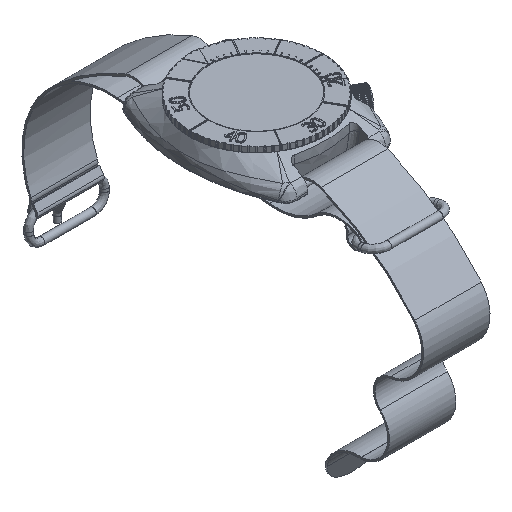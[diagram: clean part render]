
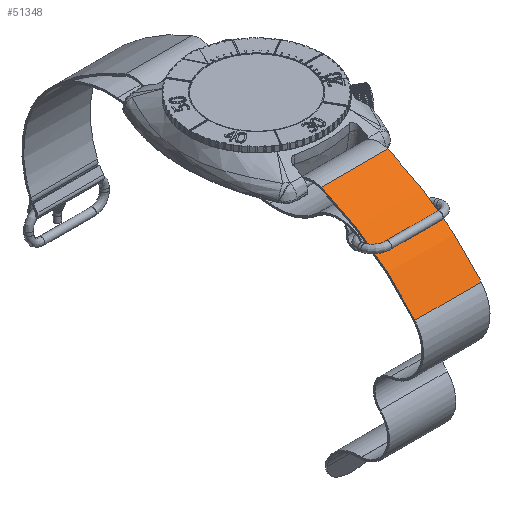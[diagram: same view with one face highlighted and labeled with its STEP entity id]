
A CAD part, isometric view. The second image highlights one B-rep face of the part: STEP entity #51348.
In plain terms, the highlighted free-form (B-spline) face has degree [2, 1] with [3, 2] control points.
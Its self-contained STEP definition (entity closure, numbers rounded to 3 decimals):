
#50428 = VERTEX_POINT('',#50429);
#50429 = CARTESIAN_POINT('',(-10.613,-61.146,
    -20.685));
#50435 = EDGE_CURVE('',#50428,#50436,#50438,.T.);
#50436 = VERTEX_POINT('',#50437);
#50437 = CARTESIAN_POINT('',(-10.613,-31.325,
    1.225));
#50438 = ( BOUNDED_CURVE() B_SPLINE_CURVE(2,(#50439,#50440,#50441),
.UNSPECIFIED.,.F.,.F.) B_SPLINE_CURVE_WITH_KNOTS((3,3),(5.783,
6.283),.PIECEWISE_BEZIER_KNOTS.) CURVE() 
GEOMETRIC_REPRESENTATION_ITEM() RATIONAL_B_SPLINE_CURVE((1.,
0.969,1.)) REPRESENTATION_ITEM('') );
#50439 = CARTESIAN_POINT('',(-10.613,-61.146,
    -20.685));
#50440 = CARTESIAN_POINT('',(-10.613,-49.035,
    -5.919));
#50441 = CARTESIAN_POINT('',(-10.613,-31.325,
    1.225));
#51329 = VERTEX_POINT('',#51330);
#51330 = CARTESIAN_POINT('',(10.613,-61.146,
    -20.685));
#51336 = EDGE_CURVE('',#50428,#51329,#51337,.T.);
#51337 = B_SPLINE_CURVE_WITH_KNOTS('',1,(#51338,#51339),.UNSPECIFIED.,
  .F.,.F.,(2,2),(-11.,11.),.PIECEWISE_BEZIER_KNOTS.);
#51338 = CARTESIAN_POINT('',(-10.613,-61.146,
    -20.685));
#51339 = CARTESIAN_POINT('',(10.613,-61.146,
    -20.685));
#51348 = ADVANCED_FACE('',(#51349),#51366,.T.);
#51349 = FACE_BOUND('',#51350,.T.);
#51350 = EDGE_LOOP('',(#51351,#51352,#51360,#51365));
#51351 = ORIENTED_EDGE('',*,*,#51336,.T.);
#51352 = ORIENTED_EDGE('',*,*,#51353,.F.);
#51353 = EDGE_CURVE('',#51354,#51329,#51356,.T.);
#51354 = VERTEX_POINT('',#51355);
#51355 = CARTESIAN_POINT('',(10.613,-31.325,
    1.225));
#51356 = ( BOUNDED_CURVE() B_SPLINE_CURVE(2,(#51357,#51358,#51359),
.UNSPECIFIED.,.F.,.F.) B_SPLINE_CURVE_WITH_KNOTS((3,3),(0.,
0.5),.PIECEWISE_BEZIER_KNOTS.) CURVE() 
GEOMETRIC_REPRESENTATION_ITEM() RATIONAL_B_SPLINE_CURVE((1.,
0.969,1.)) REPRESENTATION_ITEM('') );
#51357 = CARTESIAN_POINT('',(10.613,-31.325,
    1.225));
#51358 = CARTESIAN_POINT('',(10.613,-49.035,
    -5.919));
#51359 = CARTESIAN_POINT('',(10.613,-61.146,
    -20.685));
#51360 = ORIENTED_EDGE('',*,*,#51361,.F.);
#51361 = EDGE_CURVE('',#50436,#51354,#51362,.T.);
#51362 = B_SPLINE_CURVE_WITH_KNOTS('',1,(#51363,#51364),.UNSPECIFIED.,
  .F.,.F.,(2,2),(-11.,11.),.PIECEWISE_BEZIER_KNOTS.);
#51363 = CARTESIAN_POINT('',(-10.613,-31.325,
    1.225));
#51364 = CARTESIAN_POINT('',(10.613,-31.325,
    1.225));
#51365 = ORIENTED_EDGE('',*,*,#50435,.F.);
#51366 = ( BOUNDED_SURFACE() B_SPLINE_SURFACE(2,1,(
    (#51367,#51368)
    ,(#51369,#51370)
    ,(#51371,#51372
)),.UNSPECIFIED.,.F.,.F.,.F.) B_SPLINE_SURFACE_WITH_KNOTS((3,3),(2,2),(
    0.,0.5),(-11.,11.),.PIECEWISE_BEZIER_KNOTS.) 
GEOMETRIC_REPRESENTATION_ITEM() RATIONAL_B_SPLINE_SURFACE((
    (1.,1.)
    ,(0.969,0.969)
,(1.,1.))) REPRESENTATION_ITEM('') SURFACE() );
#51367 = CARTESIAN_POINT('',(-10.613,-31.325,
    1.225));
#51368 = CARTESIAN_POINT('',(10.613,-31.325,
    1.225));
#51369 = CARTESIAN_POINT('',(-10.613,-49.035,
    -5.919));
#51370 = CARTESIAN_POINT('',(10.613,-49.035,
    -5.919));
#51371 = CARTESIAN_POINT('',(-10.613,-61.146,
    -20.685));
#51372 = CARTESIAN_POINT('',(10.613,-61.146,
    -20.685));
